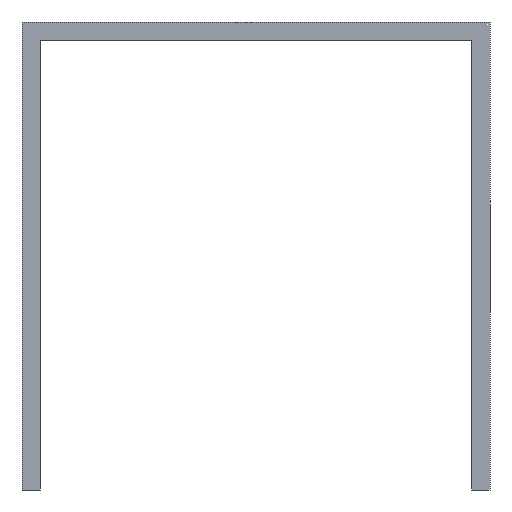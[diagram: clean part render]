
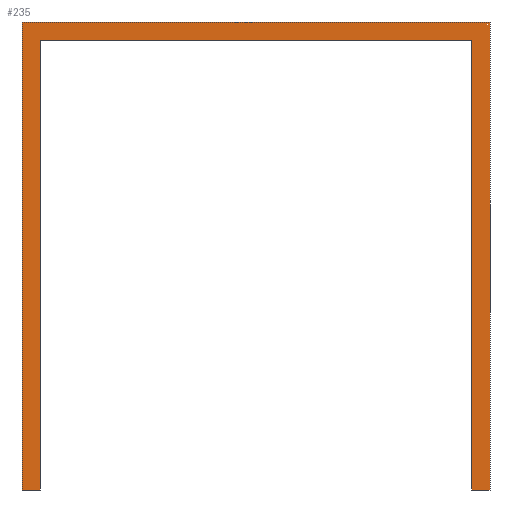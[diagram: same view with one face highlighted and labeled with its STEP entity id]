
A CAD part, front view. The second image highlights one B-rep face of the part: STEP entity #235.
In plain terms, the highlighted planar face has unit normal (0, -1, 0).
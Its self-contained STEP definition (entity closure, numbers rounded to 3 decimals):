
#7 = CARTESIAN_POINT ( 'NONE',  ( 22.542, 0., 25.4 ) ) ;
#16 = ORIENTED_EDGE ( 'NONE', *, *, #693, .F. ) ;
#31 = EDGE_CURVE ( 'NONE', #596, #991, #574, .T. ) ;
#37 = LINE ( 'NONE', #485, #743 ) ;
#56 = ORIENTED_EDGE ( 'NONE', *, *, #674, .T. ) ;
#66 = VECTOR ( 'NONE', #514, 1000. ) ;
#73 = DIRECTION ( 'NONE',  ( 0., 0., -1. ) ) ;
#76 = LINE ( 'NONE', #677, #759 ) ;
#80 = ORIENTED_EDGE ( 'NONE', *, *, #564, .T. ) ;
#81 = EDGE_CURVE ( 'NONE', #883, #1105, #37, .T. ) ;
#108 = CARTESIAN_POINT ( 'NONE',  ( 20.542, 0., 0. ) ) ;
#113 = EDGE_CURVE ( 'NONE', #1105, #456, #490, .T. ) ;
#174 = VECTOR ( 'NONE', #322, 1000. ) ;
#180 = VERTEX_POINT ( 'NONE', #600 ) ;
#211 = VECTOR ( 'NONE', #888, 1000. ) ;
#235 = ADVANCED_FACE ( 'NONE', ( #423 ), #934, .T. ) ;
#296 = CARTESIAN_POINT ( 'NONE',  ( 20.542, 0., 48.8 ) ) ;
#315 = ORIENTED_EDGE ( 'NONE', *, *, #113, .T. ) ;
#322 = DIRECTION ( 'NONE',  ( 0., 0., 1. ) ) ;
#326 = DIRECTION ( 'NONE',  ( 0., -1., 0. ) ) ;
#338 = CARTESIAN_POINT ( 'NONE',  ( 21.542, 0., 0. ) ) ;
#379 = CARTESIAN_POINT ( 'NONE',  ( -2.858, 0., 48.8 ) ) ;
#393 = ORIENTED_EDGE ( 'NONE', *, *, #81, .T. ) ;
#422 = AXIS2_PLACEMENT_3D ( 'NONE', #766, #326, #996 ) ;
#423 = FACE_OUTER_BOUND ( 'NONE', #567, .T. ) ;
#426 = DIRECTION ( 'NONE',  ( 0., 0., 1. ) ) ;
#436 = LINE ( 'NONE', #7, #66 ) ;
#437 = VECTOR ( 'NONE', #73, 1000. ) ;
#456 = VERTEX_POINT ( 'NONE', #978 ) ;
#470 = CARTESIAN_POINT ( 'NONE',  ( -2.858, 0., 50.8 ) ) ;
#485 = CARTESIAN_POINT ( 'NONE',  ( -27.258, 0., 0. ) ) ;
#490 = LINE ( 'NONE', #501, #174 ) ;
#501 = CARTESIAN_POINT ( 'NONE',  ( -26.258, 0., 24.4 ) ) ;
#502 = LINE ( 'NONE', #905, #437 ) ;
#509 = CARTESIAN_POINT ( 'NONE',  ( -28.258, 0., 50.8 ) ) ;
#514 = DIRECTION ( 'NONE',  ( 0., 0., -1. ) ) ;
#564 = EDGE_CURVE ( 'NONE', #456, #931, #649, .T. ) ;
#567 = EDGE_LOOP ( 'NONE', ( #965, #393, #315, #80, #661, #56, #16, #1095 ) ) ;
#574 = LINE ( 'NONE', #470, #587 ) ;
#587 = VECTOR ( 'NONE', #645, 1000. ) ;
#596 = VERTEX_POINT ( 'NONE', #509 ) ;
#600 = CARTESIAN_POINT ( 'NONE',  ( 22.542, 0., 0. ) ) ;
#617 = DIRECTION ( 'NONE',  ( 1., 0., 0. ) ) ;
#645 = DIRECTION ( 'NONE',  ( 1., 0., 0. ) ) ;
#649 = LINE ( 'NONE', #379, #211 ) ;
#661 = ORIENTED_EDGE ( 'NONE', *, *, #951, .T. ) ;
#674 = EDGE_CURVE ( 'NONE', #903, #180, #761, .T. ) ;
#677 = CARTESIAN_POINT ( 'NONE',  ( -28.258, 0., 25.4 ) ) ;
#693 = EDGE_CURVE ( 'NONE', #991, #180, #436, .T. ) ;
#743 = VECTOR ( 'NONE', #825, 1000. ) ;
#759 = VECTOR ( 'NONE', #426, 1000. ) ;
#761 = LINE ( 'NONE', #338, #1024 ) ;
#766 = CARTESIAN_POINT ( 'NONE',  ( -2.858, 0., 25.4 ) ) ;
#825 = DIRECTION ( 'NONE',  ( 1., 0., 0. ) ) ;
#883 = VERTEX_POINT ( 'NONE', #901 ) ;
#888 = DIRECTION ( 'NONE',  ( 1., 0., 0. ) ) ;
#901 = CARTESIAN_POINT ( 'NONE',  ( -28.258, 0., 0. ) ) ;
#903 = VERTEX_POINT ( 'NONE', #108 ) ;
#905 = CARTESIAN_POINT ( 'NONE',  ( 20.542, 0., 24.4 ) ) ;
#931 = VERTEX_POINT ( 'NONE', #296 ) ;
#934 = PLANE ( 'NONE',  #422 ) ;
#951 = EDGE_CURVE ( 'NONE', #931, #903, #502, .T. ) ;
#965 = ORIENTED_EDGE ( 'NONE', *, *, #1084, .F. ) ;
#978 = CARTESIAN_POINT ( 'NONE',  ( -26.258, 0., 48.8 ) ) ;
#991 = VERTEX_POINT ( 'NONE', #1072 ) ;
#996 = DIRECTION ( 'NONE',  ( 1., 0., 0. ) ) ;
#1020 = CARTESIAN_POINT ( 'NONE',  ( -26.258, 0., 0. ) ) ;
#1024 = VECTOR ( 'NONE', #617, 1000. ) ;
#1072 = CARTESIAN_POINT ( 'NONE',  ( 22.542, 0., 50.8 ) ) ;
#1084 = EDGE_CURVE ( 'NONE', #883, #596, #76, .T. ) ;
#1095 = ORIENTED_EDGE ( 'NONE', *, *, #31, .F. ) ;
#1105 = VERTEX_POINT ( 'NONE', #1020 ) ;
